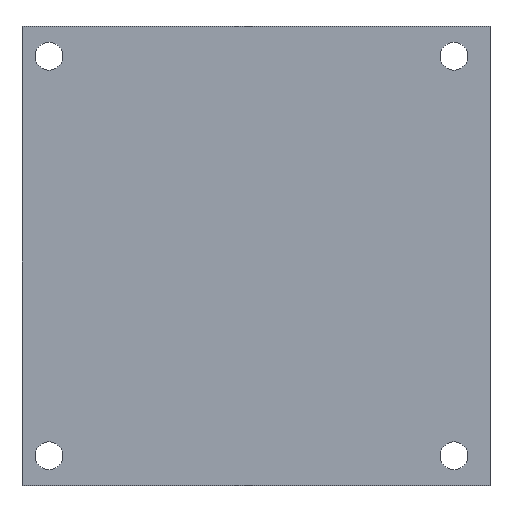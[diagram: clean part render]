
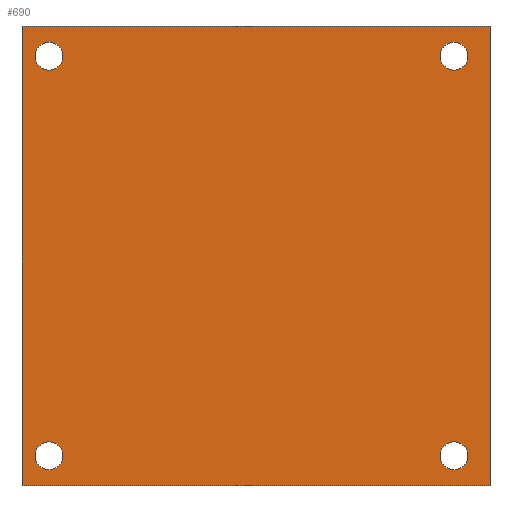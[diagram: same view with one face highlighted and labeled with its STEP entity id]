
A CAD part, top view. The second image highlights one B-rep face of the part: STEP entity #690.
In plain terms, the highlighted planar face has unit normal (0, 0, 1).
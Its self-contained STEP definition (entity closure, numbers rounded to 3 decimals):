
#52 = VERTEX_POINT('',#53);
#53 = CARTESIAN_POINT('',(0.,0.,1.641));
#60 = PLANE('',#61);
#61 = AXIS2_PLACEMENT_3D('',#62,#63,#64);
#62 = CARTESIAN_POINT('',(0.,0.,0.));
#63 = DIRECTION('',(-1.,0.,0.));
#64 = DIRECTION('',(0.,1.,0.));
#72 = PLANE('',#73);
#73 = AXIS2_PLACEMENT_3D('',#74,#75,#76);
#74 = CARTESIAN_POINT('',(52.,0.,0.));
#75 = DIRECTION('',(0.,-1.,0.));
#76 = DIRECTION('',(-1.,0.,0.));
#84 = EDGE_CURVE('',#52,#85,#87,.T.);
#85 = VERTEX_POINT('',#86);
#86 = CARTESIAN_POINT('',(0.,51.,1.641));
#87 = SURFACE_CURVE('',#88,(#92,#99),.PCURVE_S1.);
#88 = LINE('',#89,#90);
#89 = CARTESIAN_POINT('',(0.,0.,1.641));
#90 = VECTOR('',#91,1.);
#91 = DIRECTION('',(0.,1.,0.));
#92 = PCURVE('',#60,#93);
#93 = DEFINITIONAL_REPRESENTATION('',(#94),#98);
#94 = LINE('',#95,#96);
#95 = CARTESIAN_POINT('',(0.,-1.641));
#96 = VECTOR('',#97,1.);
#97 = DIRECTION('',(1.,0.));
#98 = ( GEOMETRIC_REPRESENTATION_CONTEXT(2) 
PARAMETRIC_REPRESENTATION_CONTEXT() REPRESENTATION_CONTEXT('2D SPACE',''
  ) );
#99 = PCURVE('',#100,#105);
#100 = PLANE('',#101);
#101 = AXIS2_PLACEMENT_3D('',#102,#103,#104);
#102 = CARTESIAN_POINT('',(0.,0.,1.641));
#103 = DIRECTION('',(0.,0.,1.));
#104 = DIRECTION('',(1.,0.,0.));
#105 = DEFINITIONAL_REPRESENTATION('',(#106),#110);
#106 = LINE('',#107,#108);
#107 = CARTESIAN_POINT('',(0.,0.));
#108 = VECTOR('',#109,1.);
#109 = DIRECTION('',(0.,1.));
#110 = ( GEOMETRIC_REPRESENTATION_CONTEXT(2) 
PARAMETRIC_REPRESENTATION_CONTEXT() REPRESENTATION_CONTEXT('2D SPACE',''
  ) );
#128 = PLANE('',#129);
#129 = AXIS2_PLACEMENT_3D('',#130,#131,#132);
#130 = CARTESIAN_POINT('',(0.,51.,0.));
#131 = DIRECTION('',(0.,1.,0.));
#132 = DIRECTION('',(1.,0.,0.));
#170 = EDGE_CURVE('',#85,#171,#173,.T.);
#171 = VERTEX_POINT('',#172);
#172 = CARTESIAN_POINT('',(52.,51.,1.641));
#173 = SURFACE_CURVE('',#174,(#178,#185),.PCURVE_S1.);
#174 = LINE('',#175,#176);
#175 = CARTESIAN_POINT('',(0.,51.,1.641));
#176 = VECTOR('',#177,1.);
#177 = DIRECTION('',(1.,0.,0.));
#178 = PCURVE('',#128,#179);
#179 = DEFINITIONAL_REPRESENTATION('',(#180),#184);
#180 = LINE('',#181,#182);
#181 = CARTESIAN_POINT('',(0.,-1.641));
#182 = VECTOR('',#183,1.);
#183 = DIRECTION('',(1.,0.));
#184 = ( GEOMETRIC_REPRESENTATION_CONTEXT(2) 
PARAMETRIC_REPRESENTATION_CONTEXT() REPRESENTATION_CONTEXT('2D SPACE',''
  ) );
#185 = PCURVE('',#100,#186);
#186 = DEFINITIONAL_REPRESENTATION('',(#187),#191);
#187 = LINE('',#188,#189);
#188 = CARTESIAN_POINT('',(0.,51.));
#189 = VECTOR('',#190,1.);
#190 = DIRECTION('',(1.,0.));
#191 = ( GEOMETRIC_REPRESENTATION_CONTEXT(2) 
PARAMETRIC_REPRESENTATION_CONTEXT() REPRESENTATION_CONTEXT('2D SPACE',''
  ) );
#209 = PLANE('',#210);
#210 = AXIS2_PLACEMENT_3D('',#211,#212,#213);
#211 = CARTESIAN_POINT('',(52.,51.,0.));
#212 = DIRECTION('',(1.,0.,0.));
#213 = DIRECTION('',(0.,-1.,0.));
#246 = EDGE_CURVE('',#171,#247,#249,.T.);
#247 = VERTEX_POINT('',#248);
#248 = CARTESIAN_POINT('',(52.,0.,1.641));
#249 = SURFACE_CURVE('',#250,(#254,#261),.PCURVE_S1.);
#250 = LINE('',#251,#252);
#251 = CARTESIAN_POINT('',(52.,51.,1.641));
#252 = VECTOR('',#253,1.);
#253 = DIRECTION('',(0.,-1.,0.));
#254 = PCURVE('',#209,#255);
#255 = DEFINITIONAL_REPRESENTATION('',(#256),#260);
#256 = LINE('',#257,#258);
#257 = CARTESIAN_POINT('',(0.,-1.641));
#258 = VECTOR('',#259,1.);
#259 = DIRECTION('',(1.,0.));
#260 = ( GEOMETRIC_REPRESENTATION_CONTEXT(2) 
PARAMETRIC_REPRESENTATION_CONTEXT() REPRESENTATION_CONTEXT('2D SPACE',''
  ) );
#261 = PCURVE('',#100,#262);
#262 = DEFINITIONAL_REPRESENTATION('',(#263),#267);
#263 = LINE('',#264,#265);
#264 = CARTESIAN_POINT('',(52.,51.));
#265 = VECTOR('',#266,1.);
#266 = DIRECTION('',(0.,-1.));
#267 = ( GEOMETRIC_REPRESENTATION_CONTEXT(2) 
PARAMETRIC_REPRESENTATION_CONTEXT() REPRESENTATION_CONTEXT('2D SPACE',''
  ) );
#317 = EDGE_CURVE('',#247,#52,#318,.T.);
#318 = SURFACE_CURVE('',#319,(#323,#330),.PCURVE_S1.);
#319 = LINE('',#320,#321);
#320 = CARTESIAN_POINT('',(52.,0.,1.641));
#321 = VECTOR('',#322,1.);
#322 = DIRECTION('',(-1.,0.,0.));
#323 = PCURVE('',#72,#324);
#324 = DEFINITIONAL_REPRESENTATION('',(#325),#329);
#325 = LINE('',#326,#327);
#326 = CARTESIAN_POINT('',(0.,-1.641));
#327 = VECTOR('',#328,1.);
#328 = DIRECTION('',(1.,0.));
#329 = ( GEOMETRIC_REPRESENTATION_CONTEXT(2) 
PARAMETRIC_REPRESENTATION_CONTEXT() REPRESENTATION_CONTEXT('2D SPACE',''
  ) );
#330 = PCURVE('',#100,#331);
#331 = DEFINITIONAL_REPRESENTATION('',(#332),#336);
#332 = LINE('',#333,#334);
#333 = CARTESIAN_POINT('',(52.,0.));
#334 = VECTOR('',#335,1.);
#335 = DIRECTION('',(-1.,0.));
#336 = ( GEOMETRIC_REPRESENTATION_CONTEXT(2) 
PARAMETRIC_REPRESENTATION_CONTEXT() REPRESENTATION_CONTEXT('2D SPACE',''
  ) );
#366 = VERTEX_POINT('',#367);
#367 = CARTESIAN_POINT('',(4.55,3.3,1.641));
#374 = CYLINDRICAL_SURFACE('',#375,1.55);
#375 = AXIS2_PLACEMENT_3D('',#376,#377,#378);
#376 = CARTESIAN_POINT('',(3.,3.3,0.));
#377 = DIRECTION('',(0.,0.,-1.));
#378 = DIRECTION('',(1.,0.,0.));
#393 = EDGE_CURVE('',#366,#366,#394,.T.);
#394 = SURFACE_CURVE('',#395,(#400,#407),.PCURVE_S1.);
#395 = CIRCLE('',#396,1.55);
#396 = AXIS2_PLACEMENT_3D('',#397,#398,#399);
#397 = CARTESIAN_POINT('',(3.,3.3,1.641));
#398 = DIRECTION('',(0.,0.,1.));
#399 = DIRECTION('',(1.,0.,0.));
#400 = PCURVE('',#374,#401);
#401 = DEFINITIONAL_REPRESENTATION('',(#402),#406);
#402 = LINE('',#403,#404);
#403 = CARTESIAN_POINT('',(0.,-1.641));
#404 = VECTOR('',#405,1.);
#405 = DIRECTION('',(-1.,0.));
#406 = ( GEOMETRIC_REPRESENTATION_CONTEXT(2) 
PARAMETRIC_REPRESENTATION_CONTEXT() REPRESENTATION_CONTEXT('2D SPACE',''
  ) );
#407 = PCURVE('',#100,#408);
#408 = DEFINITIONAL_REPRESENTATION('',(#409),#413);
#409 = CIRCLE('',#410,1.55);
#410 = AXIS2_PLACEMENT_2D('',#411,#412);
#411 = CARTESIAN_POINT('',(3.,3.3));
#412 = DIRECTION('',(1.,0.));
#413 = ( GEOMETRIC_REPRESENTATION_CONTEXT(2) 
PARAMETRIC_REPRESENTATION_CONTEXT() REPRESENTATION_CONTEXT('2D SPACE',''
  ) );
#444 = VERTEX_POINT('',#445);
#445 = CARTESIAN_POINT('',(4.55,47.7,1.641));
#452 = CYLINDRICAL_SURFACE('',#453,1.55);
#453 = AXIS2_PLACEMENT_3D('',#454,#455,#456);
#454 = CARTESIAN_POINT('',(3.,47.7,0.));
#455 = DIRECTION('',(0.,0.,-1.));
#456 = DIRECTION('',(1.,0.,0.));
#471 = EDGE_CURVE('',#444,#444,#472,.T.);
#472 = SURFACE_CURVE('',#473,(#478,#485),.PCURVE_S1.);
#473 = CIRCLE('',#474,1.55);
#474 = AXIS2_PLACEMENT_3D('',#475,#476,#477);
#475 = CARTESIAN_POINT('',(3.,47.7,1.641));
#476 = DIRECTION('',(0.,0.,1.));
#477 = DIRECTION('',(1.,0.,0.));
#478 = PCURVE('',#452,#479);
#479 = DEFINITIONAL_REPRESENTATION('',(#480),#484);
#480 = LINE('',#481,#482);
#481 = CARTESIAN_POINT('',(0.,-1.641));
#482 = VECTOR('',#483,1.);
#483 = DIRECTION('',(-1.,0.));
#484 = ( GEOMETRIC_REPRESENTATION_CONTEXT(2) 
PARAMETRIC_REPRESENTATION_CONTEXT() REPRESENTATION_CONTEXT('2D SPACE',''
  ) );
#485 = PCURVE('',#100,#486);
#486 = DEFINITIONAL_REPRESENTATION('',(#487),#491);
#487 = CIRCLE('',#488,1.55);
#488 = AXIS2_PLACEMENT_2D('',#489,#490);
#489 = CARTESIAN_POINT('',(3.,47.7));
#490 = DIRECTION('',(1.,0.));
#491 = ( GEOMETRIC_REPRESENTATION_CONTEXT(2) 
PARAMETRIC_REPRESENTATION_CONTEXT() REPRESENTATION_CONTEXT('2D SPACE',''
  ) );
#522 = VERTEX_POINT('',#523);
#523 = CARTESIAN_POINT('',(49.55,3.3,1.641));
#530 = CYLINDRICAL_SURFACE('',#531,1.55);
#531 = AXIS2_PLACEMENT_3D('',#532,#533,#534);
#532 = CARTESIAN_POINT('',(48.,3.3,0.));
#533 = DIRECTION('',(0.,0.,-1.));
#534 = DIRECTION('',(1.,0.,0.));
#549 = EDGE_CURVE('',#522,#522,#550,.T.);
#550 = SURFACE_CURVE('',#551,(#556,#563),.PCURVE_S1.);
#551 = CIRCLE('',#552,1.55);
#552 = AXIS2_PLACEMENT_3D('',#553,#554,#555);
#553 = CARTESIAN_POINT('',(48.,3.3,1.641));
#554 = DIRECTION('',(0.,0.,1.));
#555 = DIRECTION('',(1.,0.,0.));
#556 = PCURVE('',#530,#557);
#557 = DEFINITIONAL_REPRESENTATION('',(#558),#562);
#558 = LINE('',#559,#560);
#559 = CARTESIAN_POINT('',(0.,-1.641));
#560 = VECTOR('',#561,1.);
#561 = DIRECTION('',(-1.,0.));
#562 = ( GEOMETRIC_REPRESENTATION_CONTEXT(2) 
PARAMETRIC_REPRESENTATION_CONTEXT() REPRESENTATION_CONTEXT('2D SPACE',''
  ) );
#563 = PCURVE('',#100,#564);
#564 = DEFINITIONAL_REPRESENTATION('',(#565),#569);
#565 = CIRCLE('',#566,1.55);
#566 = AXIS2_PLACEMENT_2D('',#567,#568);
#567 = CARTESIAN_POINT('',(48.,3.3));
#568 = DIRECTION('',(1.,0.));
#569 = ( GEOMETRIC_REPRESENTATION_CONTEXT(2) 
PARAMETRIC_REPRESENTATION_CONTEXT() REPRESENTATION_CONTEXT('2D SPACE',''
  ) );
#600 = VERTEX_POINT('',#601);
#601 = CARTESIAN_POINT('',(49.55,47.7,1.641));
#608 = CYLINDRICAL_SURFACE('',#609,1.55);
#609 = AXIS2_PLACEMENT_3D('',#610,#611,#612);
#610 = CARTESIAN_POINT('',(48.,47.7,0.));
#611 = DIRECTION('',(0.,0.,-1.));
#612 = DIRECTION('',(1.,0.,0.));
#627 = EDGE_CURVE('',#600,#600,#628,.T.);
#628 = SURFACE_CURVE('',#629,(#634,#641),.PCURVE_S1.);
#629 = CIRCLE('',#630,1.55);
#630 = AXIS2_PLACEMENT_3D('',#631,#632,#633);
#631 = CARTESIAN_POINT('',(48.,47.7,1.641));
#632 = DIRECTION('',(0.,0.,1.));
#633 = DIRECTION('',(1.,0.,0.));
#634 = PCURVE('',#608,#635);
#635 = DEFINITIONAL_REPRESENTATION('',(#636),#640);
#636 = LINE('',#637,#638);
#637 = CARTESIAN_POINT('',(0.,-1.641));
#638 = VECTOR('',#639,1.);
#639 = DIRECTION('',(-1.,0.));
#640 = ( GEOMETRIC_REPRESENTATION_CONTEXT(2) 
PARAMETRIC_REPRESENTATION_CONTEXT() REPRESENTATION_CONTEXT('2D SPACE',''
  ) );
#641 = PCURVE('',#100,#642);
#642 = DEFINITIONAL_REPRESENTATION('',(#643),#647);
#643 = CIRCLE('',#644,1.55);
#644 = AXIS2_PLACEMENT_2D('',#645,#646);
#645 = CARTESIAN_POINT('',(48.,47.7));
#646 = DIRECTION('',(1.,0.));
#647 = ( GEOMETRIC_REPRESENTATION_CONTEXT(2) 
PARAMETRIC_REPRESENTATION_CONTEXT() REPRESENTATION_CONTEXT('2D SPACE',''
  ) );
#690 = ADVANCED_FACE('',(#691,#697,#700,#703,#706),#100,.T.);
#691 = FACE_BOUND('',#692,.F.);
#692 = EDGE_LOOP('',(#693,#694,#695,#696));
#693 = ORIENTED_EDGE('',*,*,#84,.T.);
#694 = ORIENTED_EDGE('',*,*,#170,.T.);
#695 = ORIENTED_EDGE('',*,*,#246,.T.);
#696 = ORIENTED_EDGE('',*,*,#317,.T.);
#697 = FACE_BOUND('',#698,.T.);
#698 = EDGE_LOOP('',(#699));
#699 = ORIENTED_EDGE('',*,*,#393,.F.);
#700 = FACE_BOUND('',#701,.T.);
#701 = EDGE_LOOP('',(#702));
#702 = ORIENTED_EDGE('',*,*,#471,.F.);
#703 = FACE_BOUND('',#704,.T.);
#704 = EDGE_LOOP('',(#705));
#705 = ORIENTED_EDGE('',*,*,#549,.F.);
#706 = FACE_BOUND('',#707,.T.);
#707 = EDGE_LOOP('',(#708));
#708 = ORIENTED_EDGE('',*,*,#627,.F.);
